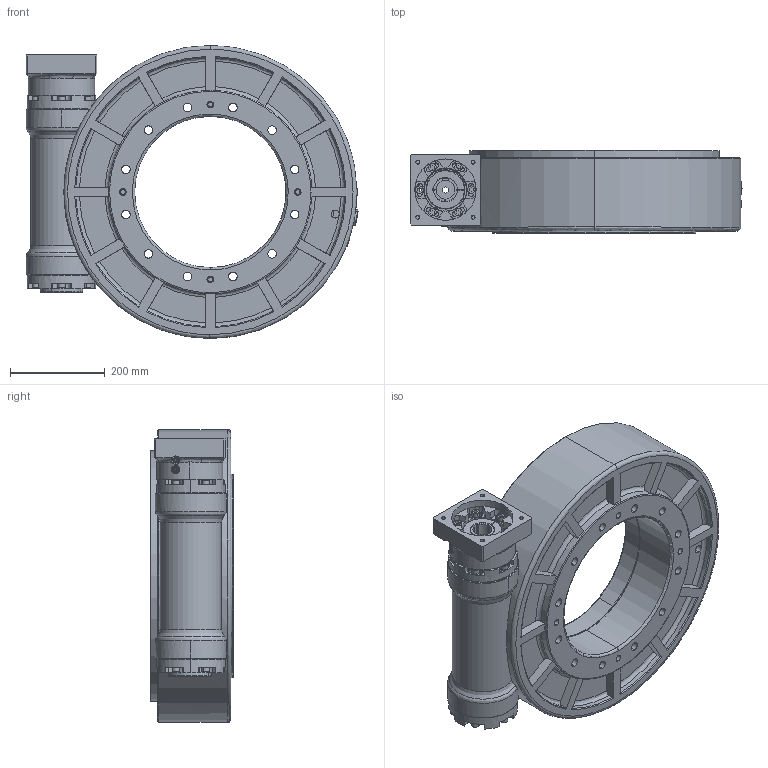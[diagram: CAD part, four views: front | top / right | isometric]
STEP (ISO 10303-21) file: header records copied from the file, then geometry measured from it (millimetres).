
FILE_DESCRIPTION (( 'STEP AP214' ), '1' );
FILE_NAME ('315HP-60R-130165-M10-40.STEP', '2022-06-25T02:08:07', ( 'Windows User' ), ( 'P R C' ), 'SwSTEP 2.0', 'SolidWorks 2020', '' );
FILE_SCHEMA (( 'AUTOMOTIVE_DESIGN' ));
Length unit declared in the file: millimetre
Products named in the file (1): 315HP-60R-130165-M10-40
Bounding box: 702.56 x 175 x 620 mm (x, y, z)
Surface area: 1673276.1 mm2 (no closed solid volume)
Topology: 0 solids, 63 shells, 904 faces, 2765 edges, 1911 vertices
Faces by surface type: cylinder 411, plane 356, torus 56, bspline 55, cone 26
Entity records: 53990 total; most frequent: CARTESIAN_POINT 19156, DIRECTION 5322, ORIENTED_EDGE 4790, EDGE_CURVE 2763, AXIS2_PLACEMENT_3D 2028, VERTEX_POINT 1911, LINE 1266, VECTOR 1266
